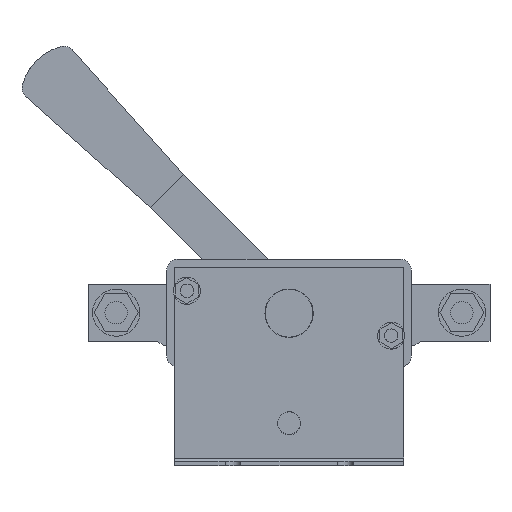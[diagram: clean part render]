
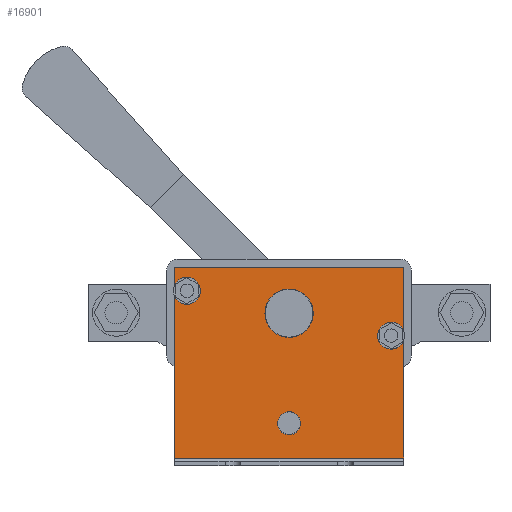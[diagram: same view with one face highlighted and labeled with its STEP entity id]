
A CAD part, left-side view. The second image highlights one B-rep face of the part: STEP entity #16901.
In plain terms, the highlighted planar face has unit normal (-1, 0, 0).
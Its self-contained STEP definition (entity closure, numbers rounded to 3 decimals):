
#305 = LINE ( 'NONE', #24324, #20571 ) ;
#616 = CARTESIAN_POINT ( 'NONE',  ( -87., 0., -10.75 ) ) ;
#722 = DIRECTION ( 'NONE',  ( 1., 0., 0. ) ) ;
#753 = DIRECTION ( 'NONE',  ( 1., 0., 0. ) ) ;
#867 = DIRECTION ( 'NONE',  ( 1., 0., 0. ) ) ;
#1030 = DIRECTION ( 'NONE',  ( 0., 0., 1. ) ) ;
#1080 = ORIENTED_EDGE ( 'NONE', *, *, #10702, .F. ) ;
#1099 = DIRECTION ( 'NONE',  ( 0., 0., 1. ) ) ;
#1847 = CARTESIAN_POINT ( 'NONE',  ( -87., -51., 20.5 ) ) ;
#2017 = CARTESIAN_POINT ( 'NONE',  ( -87., 0., -54.15 ) ) ;
#2184 = CARTESIAN_POINT ( 'NONE',  ( -87., 51., -64.5 ) ) ;
#2333 = ORIENTED_EDGE ( 'NONE', *, *, #9969, .F. ) ;
#2977 = EDGE_CURVE ( 'NONE', #8963, #7934, #13461, .T. ) ;
#3311 = CIRCLE ( 'NONE', #7508, 6. ) ;
#3580 = EDGE_CURVE ( 'NONE', #13606, #13606, #9850, .T. ) ;
#3652 = VERTEX_POINT ( 'NONE', #17712 ) ;
#3713 = CARTESIAN_POINT ( 'NONE',  ( -87., -51., -66. ) ) ;
#5352 = VERTEX_POINT ( 'NONE', #12918 ) ;
#6272 = AXIS2_PLACEMENT_3D ( 'NONE', #8597, #753, #14498 ) ;
#7321 = AXIS2_PLACEMENT_3D ( 'NONE', #12619, #867, #14588 ) ;
#7508 = AXIS2_PLACEMENT_3D ( 'NONE', #12485, #722, #14472 ) ;
#7686 = EDGE_LOOP ( 'NONE', ( #19921, #23984, #22605, #2333, #18012, #1080, #22989, #25109 ) ) ;
#7756 = VERTEX_POINT ( 'NONE', #616 ) ;
#7765 = CARTESIAN_POINT ( 'NONE',  ( -87., 0., -49. ) ) ;
#7934 = VERTEX_POINT ( 'NONE', #1847 ) ;
#8231 = VECTOR ( 'NONE', #1030, 1000. ) ;
#8402 = VERTEX_POINT ( 'NONE', #15006 ) ;
#8422 = CIRCLE ( 'NONE', #10491, 6. ) ;
#8597 = CARTESIAN_POINT ( 'NONE',  ( -87., 145.457, -66. ) ) ;
#8880 = EDGE_LOOP ( 'NONE', ( #13402 ) ) ;
#8963 = VERTEX_POINT ( 'NONE', #14493 ) ;
#9748 = DIRECTION ( 'NONE',  ( 0., 0., -1. ) ) ;
#9850 = CIRCLE ( 'NONE', #15439, 5.15 ) ;
#9969 = EDGE_CURVE ( 'NONE', #22001, #11871, #305, .T. ) ;
#10178 = CARTESIAN_POINT ( 'NONE',  ( -87., 51., -64.5 ) ) ;
#10464 = CARTESIAN_POINT ( 'NONE',  ( -87., 45.5, 10. ) ) ;
#10491 = AXIS2_PLACEMENT_3D ( 'NONE', #10464, #24215, #12431 ) ;
#10702 = EDGE_CURVE ( 'NONE', #18897, #8402, #20227, .T. ) ;
#11147 = EDGE_CURVE ( 'NONE', #5352, #8963, #3311, .T. ) ;
#11871 = VERTEX_POINT ( 'NONE', #22882 ) ;
#12173 = EDGE_LOOP ( 'NONE', ( #22194 ) ) ;
#12340 = FACE_BOUND ( 'NONE', #12173, .T. ) ;
#12431 = DIRECTION ( 'NONE',  ( 0., 0., -1. ) ) ;
#12485 = CARTESIAN_POINT ( 'NONE',  ( -87., -45.5, -10. ) ) ;
#12619 = CARTESIAN_POINT ( 'NONE',  ( -87., 0., 0. ) ) ;
#12766 = CARTESIAN_POINT ( 'NONE',  ( -87., -51., -66. ) ) ;
#12851 = CARTESIAN_POINT ( 'NONE',  ( -87., 51., -66. ) ) ;
#12918 = CARTESIAN_POINT ( 'NONE',  ( -87., -51., -12.398 ) ) ;
#13402 = ORIENTED_EDGE ( 'NONE', *, *, #3580, .T. ) ;
#13461 = LINE ( 'NONE', #12766, #8231 ) ;
#13590 = EDGE_CURVE ( 'NONE', #3652, #5352, #20471, .T. ) ;
#13606 = VERTEX_POINT ( 'NONE', #2017 ) ;
#14472 = DIRECTION ( 'NONE',  ( 0., 0., -1. ) ) ;
#14493 = CARTESIAN_POINT ( 'NONE',  ( -87., -51., -7.602 ) ) ;
#14498 = DIRECTION ( 'NONE',  ( 0., 0., 1. ) ) ;
#14519 = DIRECTION ( 'NONE',  ( 0., 0., 1. ) ) ;
#14588 = DIRECTION ( 'NONE',  ( 0., 0., -1. ) ) ;
#14803 = VECTOR ( 'NONE', #14926, 1000. ) ;
#14926 = DIRECTION ( 'NONE',  ( 0., -1., 0. ) ) ;
#15006 = CARTESIAN_POINT ( 'NONE',  ( -87., 51., 7.602 ) ) ;
#15244 = VECTOR ( 'NONE', #23378, 1000. ) ;
#15439 = AXIS2_PLACEMENT_3D ( 'NONE', #7765, #21509, #9748 ) ;
#16089 = VECTOR ( 'NONE', #21806, 1000. ) ;
#16901 = ADVANCED_FACE ( 'NONE', ( #22179, #12340, #22779 ), #24299, .F. ) ;
#17712 = CARTESIAN_POINT ( 'NONE',  ( -87., -51., -64.5 ) ) ;
#17943 = LINE ( 'NONE', #2184, #16089 ) ;
#18012 = ORIENTED_EDGE ( 'NONE', *, *, #24195, .T. ) ;
#18732 = CARTESIAN_POINT ( 'NONE',  ( -87., 51., 12.398 ) ) ;
#18897 = VERTEX_POINT ( 'NONE', #10178 ) ;
#19921 = ORIENTED_EDGE ( 'NONE', *, *, #11147, .T. ) ;
#20227 = LINE ( 'NONE', #12851, #25481 ) ;
#20471 = LINE ( 'NONE', #3713, #15244 ) ;
#20571 = VECTOR ( 'NONE', #14519, 1000. ) ;
#20635 = LINE ( 'NONE', #22738, #14803 ) ;
#20675 = EDGE_CURVE ( 'NONE', #7756, #7756, #21873, .T. ) ;
#20782 = EDGE_CURVE ( 'NONE', #11871, #7934, #20635, .T. ) ;
#21509 = DIRECTION ( 'NONE',  ( 1., 0., 0. ) ) ;
#21806 = DIRECTION ( 'NONE',  ( 0., 1., 0. ) ) ;
#21873 = CIRCLE ( 'NONE', #7321, 10.75 ) ;
#22001 = VERTEX_POINT ( 'NONE', #18732 ) ;
#22179 = FACE_BOUND ( 'NONE', #8880, .T. ) ;
#22194 = ORIENTED_EDGE ( 'NONE', *, *, #20675, .T. ) ;
#22605 = ORIENTED_EDGE ( 'NONE', *, *, #20782, .F. ) ;
#22738 = CARTESIAN_POINT ( 'NONE',  ( -87., 145.457, 20.5 ) ) ;
#22779 = FACE_OUTER_BOUND ( 'NONE', #7686, .T. ) ;
#22882 = CARTESIAN_POINT ( 'NONE',  ( -87., 51., 20.5 ) ) ;
#22989 = ORIENTED_EDGE ( 'NONE', *, *, #24076, .F. ) ;
#23378 = DIRECTION ( 'NONE',  ( 0., 0., 1. ) ) ;
#23984 = ORIENTED_EDGE ( 'NONE', *, *, #2977, .T. ) ;
#24076 = EDGE_CURVE ( 'NONE', #3652, #18897, #17943, .T. ) ;
#24195 = EDGE_CURVE ( 'NONE', #22001, #8402, #8422, .T. ) ;
#24215 = DIRECTION ( 'NONE',  ( 1., 0., 0. ) ) ;
#24299 = PLANE ( 'NONE',  #6272 ) ;
#24324 = CARTESIAN_POINT ( 'NONE',  ( -87., 51., -66. ) ) ;
#25109 = ORIENTED_EDGE ( 'NONE', *, *, #13590, .T. ) ;
#25481 = VECTOR ( 'NONE', #1099, 1000. ) ;
